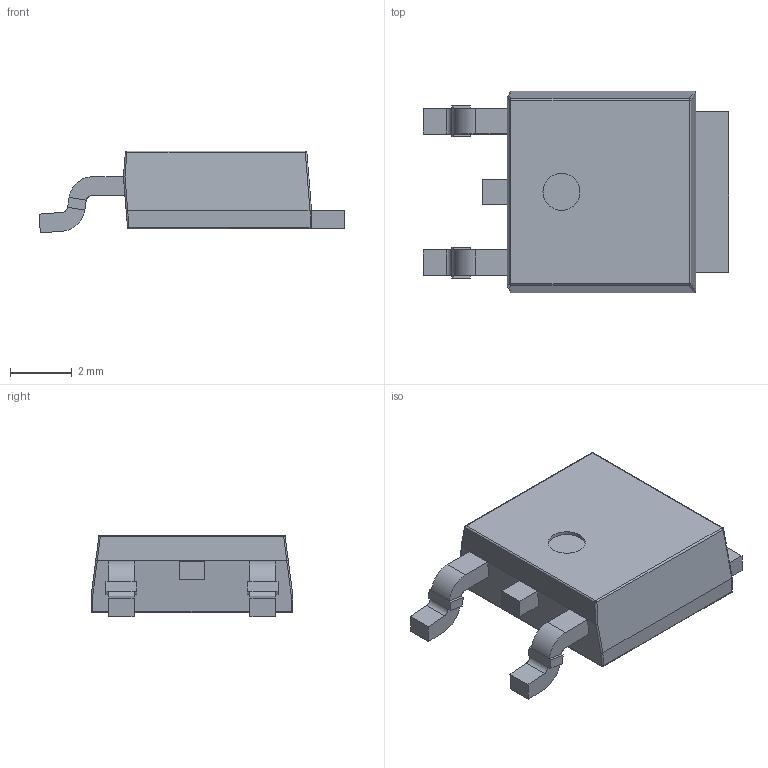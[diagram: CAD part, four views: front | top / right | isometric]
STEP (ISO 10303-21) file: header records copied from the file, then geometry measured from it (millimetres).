
FILE_DESCRIPTION(/* description */ (''),/* implementation_level */ '2;1');
FILE_NAME(/* name */ 'TI - TO-252 - KVU.step',/* time_stamp */ '2019-12-31T14:19:05+00:00',/* author */ (''),/* organization */ (''),/* preprocessor_version */ 'ST-DEVELOPER v18',/* originating_system */ 'Autodesk Translation Framework v8.12.0.6',/* authorisation */ '');
FILE_SCHEMA (('AUTOMOTIVE_DESIGN { 1 0 10303 214 3 1 1 }'));
Length unit declared in the file: millimetre
Products named in the file (2): TI - TO-252 - KVU; Body 1
Assembly tree (1 placements, depth 2):
  TI - TO-252 - KVU
    Body 1
Bounding box: 9.91 x 6.53 x 2.65 mm (x, y, z)
Volume: 102.4 mm3; surface area: 171.7 mm2
Topology: 1 solids, 1 shells, 89 faces, 227 edges, 138 vertices
Faces by surface type: plane 57, cylinder 18, bspline 8, sphere 6
Full cylindrical faces by diameter (mm): 1.2 x1
Entity records: 2746 total; most frequent: CARTESIAN_POINT 573, ORIENTED_EDGE 442, DIRECTION 401, EDGE_CURVE 221, LINE 173, VECTOR 173, VERTEX_POINT 138, AXIS2_PLACEMENT_3D 114
